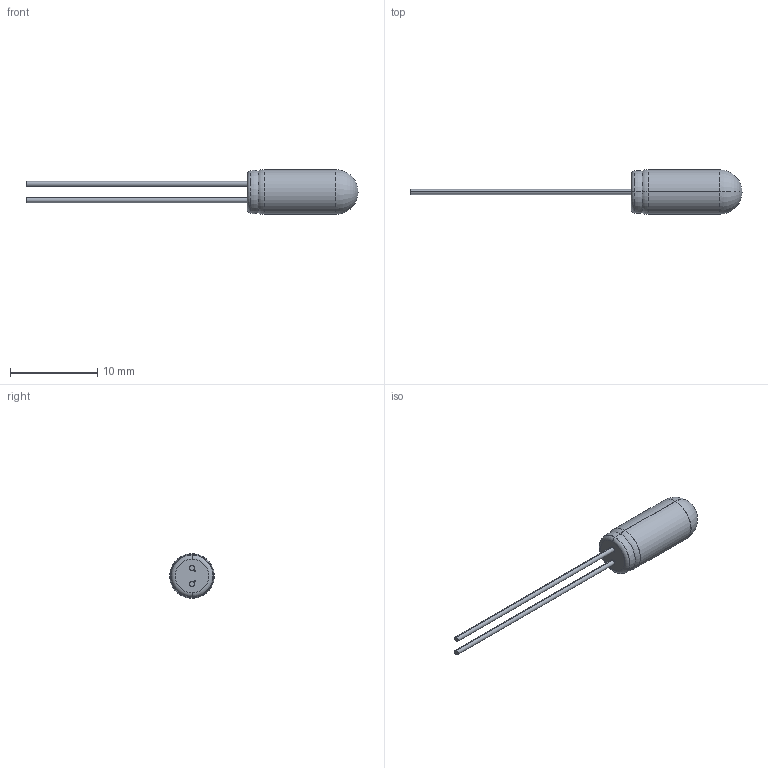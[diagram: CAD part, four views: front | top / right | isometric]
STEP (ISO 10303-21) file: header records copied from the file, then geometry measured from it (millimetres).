
FILE_DESCRIPTION (( 'STEP AP214' ), '1' );
FILE_NAME ('2182.STEP', '2018-04-02T20:25:08', ( 'user' ), ( 'Microsoft' ), 'SwSTEP 2.0', 'SolidWorks 2016', '' );
FILE_SCHEMA (( 'AUTOMOTIVE_DESIGN' ));
Length unit declared in the file: inch
Products named in the file (1): 2182
Bounding box: 38.15 x 5.13 x 5.13 mm (x, y, z)
Volume: 21.9 mm3; surface area: 559.3 mm2
Topology: 1 solids, 2 shells, 74 faces, 185 edges, 109 vertices
Faces by surface type: bspline 38, torus 16, cylinder 12, plane 8
Entity records: 44350 total; most frequent: CARTESIAN_POINT 41863, ORIENTED_EDGE 362, DIRECTION 295, EDGE_CURVE 181, AXIS2_PLACEMENT_3D 134, VERTEX_POINT 109, CIRCLE 97, EDGE_LOOP 88
